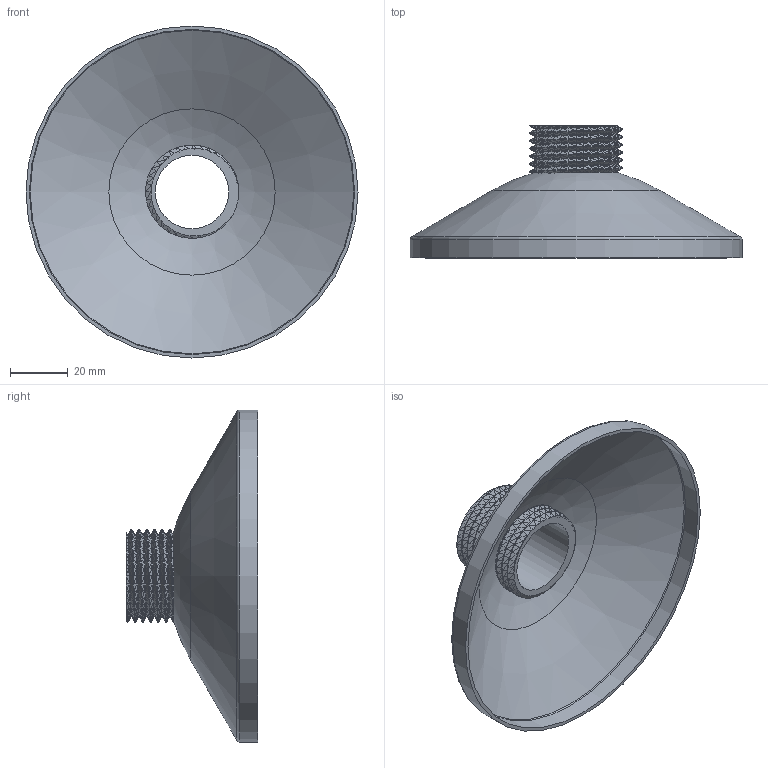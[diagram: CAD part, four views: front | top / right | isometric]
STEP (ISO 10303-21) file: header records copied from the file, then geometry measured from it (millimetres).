
FILE_DESCRIPTION(/* description */ (''),/* implementation_level */ '2;1');
FILE_NAME(/* name */ 'Cap M-M v2.step',/* time_stamp */ '2023-05-15T19:43:23-04:00',/* author */ (''),/* organization */ (''),/* preprocessor_version */ 'ST-DEVELOPER v19.2',/* originating_system */ 'Autodesk Translation Framework v12.4.0.73',/* authorisation */ '');
FILE_SCHEMA (('AUTOMOTIVE_DESIGN { 1 0 10303 214 3 1 1 }'));
Length unit declared in the file: millimetre
Products named in the file (1): Cap M-M
Bounding box: 115.4 x 45.88 x 115.4 mm (x, y, z)
Volume: 21557.1 mm3; surface area: 33878.3 mm2
Topology: 1 solids, 1 shells, 2161 faces, 3759 edges, 1601 vertices
Faces by surface type: plane 2152, cylinder 3, bspline 2, torus 2, cone 2
Full cylindrical faces by diameter (mm): 25.5 x1, 113 x1, 115.4 x1
Entity records: 47225 total; most frequent: CARTESIAN_POINT 8163, DIRECTION 7966, ORIENTED_EDGE 7518, EDGE_CURVE 3759, LINE 3608, VECTOR 3608, AXIS2_PLACEMENT_3D 2179, EDGE_LOOP 2164
